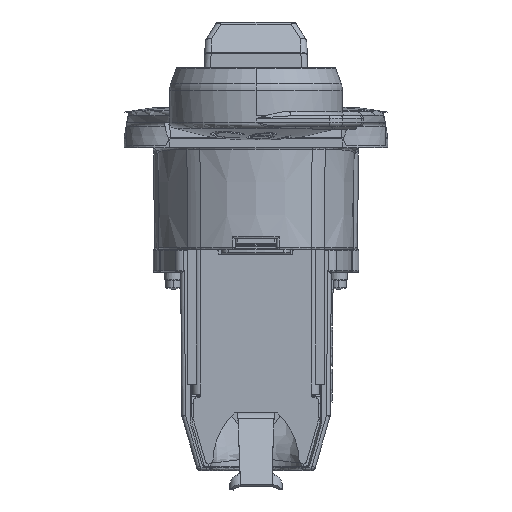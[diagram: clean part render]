
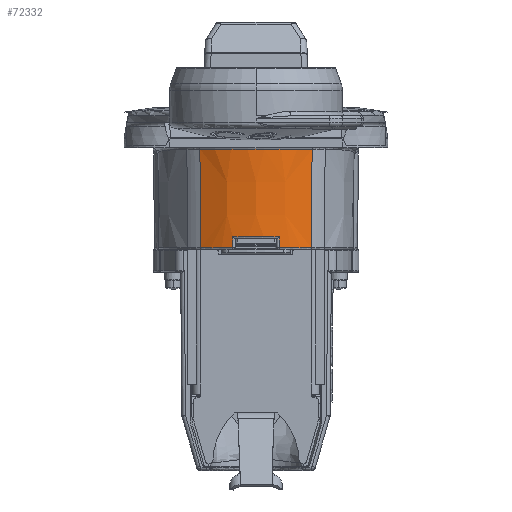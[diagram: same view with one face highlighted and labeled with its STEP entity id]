
A CAD part, front view. The second image highlights one B-rep face of the part: STEP entity #72332.
In plain terms, the highlighted conical face has half-angle 0.5 degrees and reference radius 11.701 mm.
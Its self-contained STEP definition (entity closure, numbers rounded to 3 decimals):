
#15255=CARTESIAN_POINT('',(0.,1.2,-11.002));
#15256=DIRECTION('',(0.,0.,1.));
#15257=DIRECTION('',(0.218,-0.976,0.));
#15258=AXIS2_PLACEMENT_3D('',#15255,#15256,#15257);
#15260=DIRECTION('',(0.,0.009,-1.));
#15261=VECTOR('',#15260,1.2);
#15262=CARTESIAN_POINT('',(2.539,-10.185,
-9.802));
#15263=LINE('',#15262,#15261);
#15264=CARTESIAN_POINT('',(0.,1.2,-9.802));
#15265=DIRECTION('',(0.,0.,1.));
#15266=DIRECTION('',(-0.218,-0.976,0.));
#15267=AXIS2_PLACEMENT_3D('',#15264,#15265,#15266);
#15269=DIRECTION('',(0.,-0.009,1.));
#15270=VECTOR('',#15269,1.2);
#15271=CARTESIAN_POINT('',(-2.539,-10.174,
-11.002));
#15272=LINE('',#15271,#15270);
#15273=CARTESIAN_POINT('',(0.,1.2,-11.002));
#15274=DIRECTION('',(0.,0.,1.));
#15275=DIRECTION('',(-0.522,-0.853,0.));
#15276=AXIS2_PLACEMENT_3D('',#15273,#15274,#15275);
#15278=CARTESIAN_POINT('',(-6.162,-8.803,
-0.198));
#15279=CARTESIAN_POINT('',(-6.156,-8.798,
-1.027));
#15280=CARTESIAN_POINT('',(-6.144,-8.788,
-2.714));
#15281=CARTESIAN_POINT('',(-6.125,-8.773,
-5.303));
#15282=CARTESIAN_POINT('',(-6.105,-8.757,
-8.033));
#15283=CARTESIAN_POINT('',(-6.091,-8.746,
-9.992));
#15284=CARTESIAN_POINT('',(-6.083,-8.74,
-11.002));
#15286=CARTESIAN_POINT('',(0.,1.2,-0.198));
#15287=DIRECTION('',(0.,0.,-1.));
#15288=DIRECTION('',(0.524,-0.851,0.));
#15289=AXIS2_PLACEMENT_3D('',#15286,#15287,#15288);
#15291=CARTESIAN_POINT('',(6.083,-8.74,
-11.002));
#15292=CARTESIAN_POINT('',(6.089,-8.745,
-10.172));
#15293=CARTESIAN_POINT('',(6.102,-8.755,
-8.484));
#15294=CARTESIAN_POINT('',(6.121,-8.77,
-5.896));
#15295=CARTESIAN_POINT('',(6.14,-8.785,
-3.166));
#15296=CARTESIAN_POINT('',(6.155,-8.797,
-1.208));
#15297=CARTESIAN_POINT('',(6.162,-8.803,
-0.198));
#15309=CARTESIAN_POINT('',(-2.539,-10.185,
-9.802));
#15373=CARTESIAN_POINT('',(-6.162,-8.803,
-0.198));
#43092=VERTEX_POINT('',#15373);
#43096=CARTESIAN_POINT('',(6.162,-8.803,
-0.198));
#43097=VERTEX_POINT('',#43096);
#43182=CARTESIAN_POINT('',(2.539,-10.174,
-11.002));
#43183=CARTESIAN_POINT('',(6.083,-8.74,
-11.002));
#43184=VERTEX_POINT('',#43182);
#43185=VERTEX_POINT('',#43183);
#43186=CARTESIAN_POINT('',(2.539,-10.185,
-9.802));
#43187=VERTEX_POINT('',#43186);
#43194=VERTEX_POINT('',#15309);
#43200=CARTESIAN_POINT('',(-2.539,-10.174,
-11.002));
#43201=VERTEX_POINT('',#43200);
#43202=CARTESIAN_POINT('',(-6.083,-8.74,
-11.002));
#43203=VERTEX_POINT('',#43202);
#72312=CARTESIAN_POINT('',(0.,1.2,-5.6));
#72313=DIRECTION('',(0.,0.,1.));
#72314=DIRECTION('',(1.,0.,0.));
#72315=AXIS2_PLACEMENT_3D('',#72312,#72313,#72314);
#72316=CONICAL_SURFACE('',#72315,11.701,0.5);
#72317=ORIENTED_EDGE('',*,*,#72239,.F.);
#72318=ORIENTED_EDGE('',*,*,#72302,.F.);
#72320=ORIENTED_EDGE('',*,*,#72319,.F.);
#72322=ORIENTED_EDGE('',*,*,#72321,.F.);
#72324=ORIENTED_EDGE('',*,*,#72323,.F.);
#72326=ORIENTED_EDGE('',*,*,#72325,.F.);
#72328=ORIENTED_EDGE('',*,*,#72327,.F.);
#72329=ORIENTED_EDGE('',*,*,#72190,.F.);
#72330=EDGE_LOOP('',(#72317,#72318,#72320,#72322,#72324,#72326,#72328,#72329));
#72331=FACE_OUTER_BOUND('',#72330,.F.);
#72332=ADVANCED_FACE('',(#72331),#72316,.T.);
#15259=CIRCLE('',#15258,11.654);
#15268=CIRCLE('',#15267,11.664);
#15277=CIRCLE('',#15276,11.654);
#15285=B_SPLINE_CURVE_WITH_KNOTS('',3,(#15278,#15279,#15280,#15281,#15282,
#15283,#15284),.UNSPECIFIED.,.F.,.F.,(4,1,1,1,4),(0.,0.25,0.5,0.75,
1.),.UNSPECIFIED.);
#15290=CIRCLE('',#15289,11.748);
#15298=B_SPLINE_CURVE_WITH_KNOTS('',3,(#15291,#15292,#15293,#15294,#15295,
#15296,#15297),.UNSPECIFIED.,.F.,.F.,(4,1,1,1,4),(0.,0.25,0.5,0.75,
1.),.UNSPECIFIED.);
#72190=EDGE_CURVE('',#43185,#43097,#15298,.T.);
#72239=EDGE_CURVE('',#43184,#43185,#15259,.T.);
#72302=EDGE_CURVE('',#43187,#43184,#15263,.T.);
#72319=EDGE_CURVE('',#43194,#43187,#15268,.T.);
#72321=EDGE_CURVE('',#43201,#43194,#15272,.T.);
#72323=EDGE_CURVE('',#43203,#43201,#15277,.T.);
#72325=EDGE_CURVE('',#43092,#43203,#15285,.T.);
#72327=EDGE_CURVE('',#43097,#43092,#15290,.T.);
